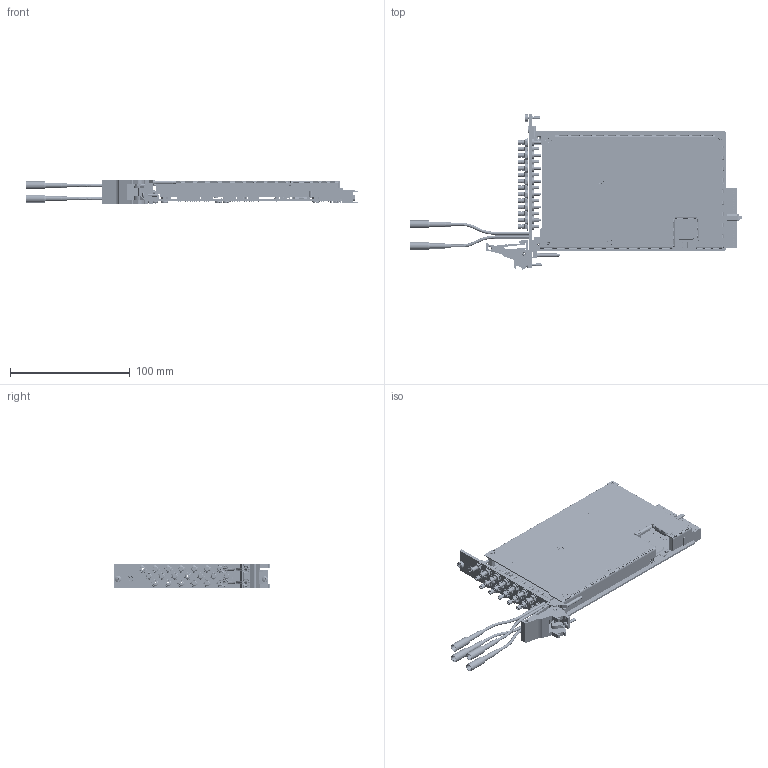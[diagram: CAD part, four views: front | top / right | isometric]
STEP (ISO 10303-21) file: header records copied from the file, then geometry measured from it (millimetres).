
FILE_DESCRIPTION (( 'STEP AP214' ), '1' );
FILE_NAME ('40-727-511-L PXI 16x4 RF Matrix 50R with Y-LT .STEP', '2013-09-05T08:29:29', ( 'admin' ), ( '' ), 'SwSTEP 2.0', 'SolidWorks 2012', '' );
FILE_SCHEMA (( 'AUTOMOTIVE_DESIGN' ));
Length unit declared in the file: millimetre
Products named in the file (1): 40-727-511-L PXI 16x4 RF Matrix 50R with Y-LT 
Bounding box: 277.11 x 129.66 x 20.02 mm (x, y, z)
Surface area: 121456.5 mm2 (no closed solid volume)
Topology: 0 solids, 1266 shells, 5032 faces, 17264 edges, 13005 vertices
Faces by surface type: plane 2618, cylinder 2076, cone 146, bspline 107, torus 67, sphere 18
Full cylindrical faces by diameter (mm): 0.4 x4, 0.5 x627, 0.6 x110, 0.8 x6, 0.899 x81, 0.902 x1, 0.903 x12, 0.905 x13, 0.937 x23, 0.948 x55, 0.984 x26, 0.996 x4, 1.016 x166, 1.04 x2, 1.047 x166, 1.3 x19, 1.496 x2, 1.524 x6, 1.8 x10, 2 x32, 2.05 x1, 2.2 x13, 2.5 x7, 2.6 x20, 2.7 x1, 2.75 x4, 2.8 x1, 3 x3, 3.291 x20, 3.7 x44
Entity records: 239604 total; most frequent: CARTESIAN_POINT 45461, DIRECTION 29000, ORIENTED_EDGE 20767, EDGE_CURVE 14684, VERTEX_POINT 12186, AXIS2_PLACEMENT_3D 10265, EDGE_LOOP 8701, VECTOR 8470
